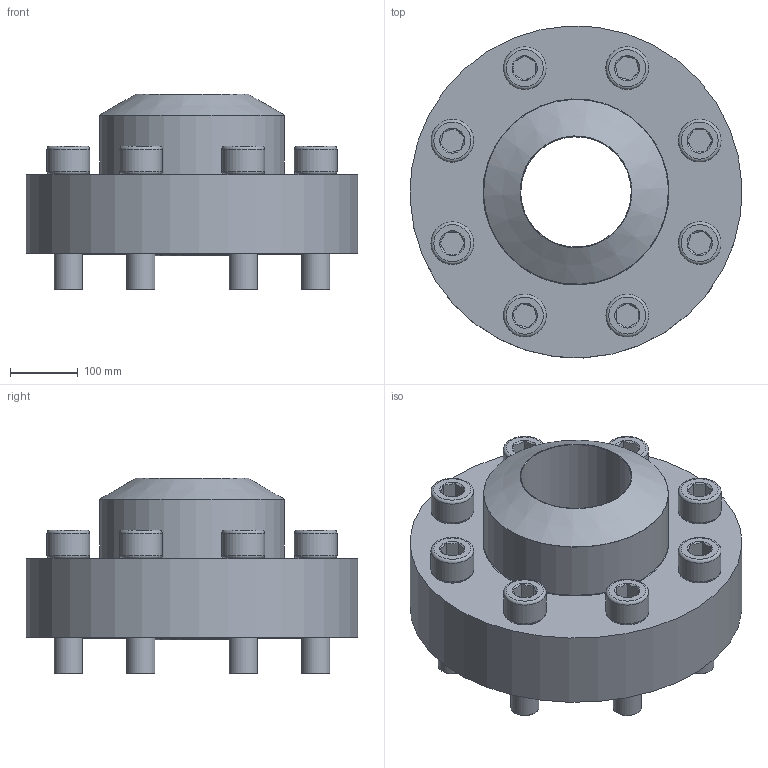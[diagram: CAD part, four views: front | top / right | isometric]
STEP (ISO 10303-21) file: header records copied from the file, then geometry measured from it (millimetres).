
FILE_DESCRIPTION(/* description */ (''),/* implementation_level */ '2;1');
FILE_NAME(/* name */ 'FA150-601.stp',/* time_stamp */ '2025-02-06T11:33:48+01:00',/* author */ (''),/* organization */ (''),/* preprocessor_version */ 'ST-DEVELOPER v16',/* originating_system */ 'SIEMENS PLM Software NX 10.0',/* authorisation */ '');
FILE_SCHEMA (('AUTOMOTIVE_DESIGN { 1 0 10303 214 3 1 1 1 }'));
Length unit declared in the file: millimetre
Products named in the file (4): AVIT-O; AVIT-FA; AVIT-S; FA
Assembly tree (10 placements, depth 2):
  FA
    AVIT-S  x8
    AVIT-FA
    AVIT-O
Bounding box: 489.53 x 489.53 x 289 mm (x, y, z)
Volume: 24836703 mm3; surface area: 1149391.7 mm2
Topology: 10 solids, 10 shells, 213 faces, 399 edges, 224 vertices
Faces by surface type: plane 86, cone 68, cylinder 38, torus 21
Full cylindrical faces by diameter (mm): 36.95 x8, 42 x8, 43 x8, 63 x8, 163 x1, 177.17 x1, 192.548 x1, 273 x1, 340 x1, 490 x1
Entity records: 1505 total; most frequent: DIRECTION 268, CARTESIAN_POINT 249, ORIENTED_EDGE 152, AXIS2_PLACEMENT_3D 128, EDGE_LOOP 118, FACE_BOUND 105, EDGE_CURVE 76, VERTEX_POINT 65
